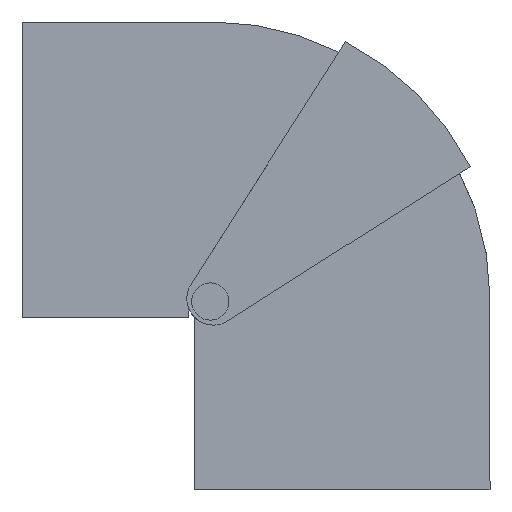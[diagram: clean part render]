
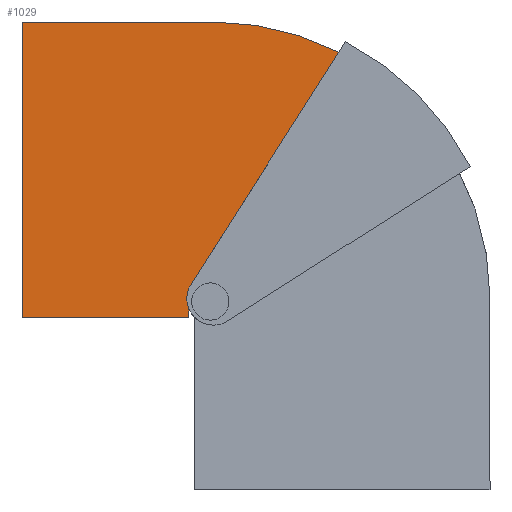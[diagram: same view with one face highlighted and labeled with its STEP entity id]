
A CAD part, front view. The second image highlights one B-rep face of the part: STEP entity #1029.
In plain terms, the highlighted planar face has unit normal (0, -1, 0).
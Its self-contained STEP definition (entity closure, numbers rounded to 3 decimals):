
#94 = CARTESIAN_POINT ( 'NONE',  ( -4.6, -77.5, 0. ) ) ;
#196 = AXIS2_PLACEMENT_3D ( 'NONE', #417, #387, #384 ) ;
#255 = DIRECTION ( 'NONE',  ( -1., 0., 0. ) ) ;
#265 = CARTESIAN_POINT ( 'NONE',  ( -36., -77.5, -3.5 ) ) ;
#284 = ORIENTED_EDGE ( 'NONE', *, *, #1553, .F. ) ;
#321 = ORIENTED_EDGE ( 'NONE', *, *, #1487, .T. ) ;
#353 = DIRECTION ( 'NONE',  ( 0., 0., 1. ) ) ;
#354 = DIRECTION ( 'NONE',  ( 0., -1., 0. ) ) ;
#361 = CARTESIAN_POINT ( 'NONE',  ( 0., -77.5, 0. ) ) ;
#384 = DIRECTION ( 'NONE',  ( 0., 0., 1. ) ) ;
#387 = DIRECTION ( 'NONE',  ( 0., -1., 0. ) ) ;
#404 = PLANE ( 'NONE',  #196 ) ;
#406 = VERTEX_POINT ( 'NONE', #1706 ) ;
#417 = CARTESIAN_POINT ( 'NONE',  ( 0., -77.5, 0. ) ) ;
#468 = VERTEX_POINT ( 'NONE', #1619 ) ;
#525 = EDGE_LOOP ( 'NONE', ( #321, #2036, #713, #284, #1869, #1679, #1664 ) ) ;
#669 = AXIS2_PLACEMENT_3D ( 'NONE', #2224, #1418, #1301 ) ;
#713 = ORIENTED_EDGE ( 'NONE', *, *, #824, .F. ) ;
#735 = VECTOR ( 'NONE', #1183, 1000. ) ;
#748 = CARTESIAN_POINT ( 'NONE',  ( 23.593, -77.5, 46.34 ) ) ;
#757 = LINE ( 'NONE', #1152, #735 ) ;
#807 = DIRECTION ( 'NONE',  ( -0.537, 0., -0.843 ) ) ;
#824 = EDGE_CURVE ( 'NONE', #2161, #2156, #1248, .T. ) ;
#826 = CARTESIAN_POINT ( 'NONE',  ( -4.217, -77.5, 2.686 ) ) ;
#969 = FACE_OUTER_BOUND ( 'NONE', #525, .T. ) ;
#998 = LINE ( 'NONE', #265, #1009 ) ;
#1009 = VECTOR ( 'NONE', #255, 1000. ) ;
#1029 = ADVANCED_FACE ( 'NONE', ( #969 ), #404, .T. ) ;
#1030 = EDGE_CURVE ( 'NONE', #2156, #2153, #1444, .T. ) ;
#1085 = CARTESIAN_POINT ( 'NONE',  ( -4.6, -77.5, -1.96 ) ) ;
#1089 = EDGE_CURVE ( 'NONE', #1847, #468, #998, .T. ) ;
#1107 = CARTESIAN_POINT ( 'NONE',  ( -4.217, -77.5, 2.686 ) ) ;
#1138 = LINE ( 'NONE', #1529, #1168 ) ;
#1152 = CARTESIAN_POINT ( 'NONE',  ( -36., -77.5, 52. ) ) ;
#1168 = VECTOR ( 'NONE', #1517, 1000. ) ;
#1183 = DIRECTION ( 'NONE',  ( 1., 0., 0. ) ) ;
#1195 = CARTESIAN_POINT ( 'NONE',  ( -4.6, -77.5, -3.5 ) ) ;
#1200 = LINE ( 'NONE', #94, #1235 ) ;
#1235 = VECTOR ( 'NONE', #2039, 1000. ) ;
#1248 = LINE ( 'NONE', #826, #1295 ) ;
#1273 = CIRCLE ( 'NONE', #669, 52. ) ;
#1295 = VECTOR ( 'NONE', #807, 1000. ) ;
#1301 = DIRECTION ( 'NONE',  ( 0., 0., 1. ) ) ;
#1377 = EDGE_CURVE ( 'NONE', #468, #406, #1138, .T. ) ;
#1418 = DIRECTION ( 'NONE',  ( 0., 1., 0. ) ) ;
#1444 = CIRCLE ( 'NONE', #1812, 5. ) ;
#1487 = EDGE_CURVE ( 'NONE', #1847, #2153, #1200, .T. ) ;
#1517 = DIRECTION ( 'NONE',  ( 0., 0., 1. ) ) ;
#1529 = CARTESIAN_POINT ( 'NONE',  ( -36., -77.5, -3.5 ) ) ;
#1553 = EDGE_CURVE ( 'NONE', #1582, #2161, #1273, .T. ) ;
#1582 = VERTEX_POINT ( 'NONE', #1683 ) ;
#1619 = CARTESIAN_POINT ( 'NONE',  ( -36., -77.5, -3.5 ) ) ;
#1664 = ORIENTED_EDGE ( 'NONE', *, *, #1089, .F. ) ;
#1679 = ORIENTED_EDGE ( 'NONE', *, *, #1377, .F. ) ;
#1683 = CARTESIAN_POINT ( 'NONE',  ( 0., -77.5, 52. ) ) ;
#1706 = CARTESIAN_POINT ( 'NONE',  ( -36., -77.5, 52. ) ) ;
#1812 = AXIS2_PLACEMENT_3D ( 'NONE', #361, #354, #353 ) ;
#1847 = VERTEX_POINT ( 'NONE', #1195 ) ;
#1869 = ORIENTED_EDGE ( 'NONE', *, *, #2152, .F. ) ;
#2036 = ORIENTED_EDGE ( 'NONE', *, *, #1030, .F. ) ;
#2039 = DIRECTION ( 'NONE',  ( 0., 0., 1. ) ) ;
#2152 = EDGE_CURVE ( 'NONE', #406, #1582, #757, .T. ) ;
#2153 = VERTEX_POINT ( 'NONE', #1085 ) ;
#2156 = VERTEX_POINT ( 'NONE', #1107 ) ;
#2161 = VERTEX_POINT ( 'NONE', #748 ) ;
#2224 = CARTESIAN_POINT ( 'NONE',  ( 0., -77.5, 0. ) ) ;
